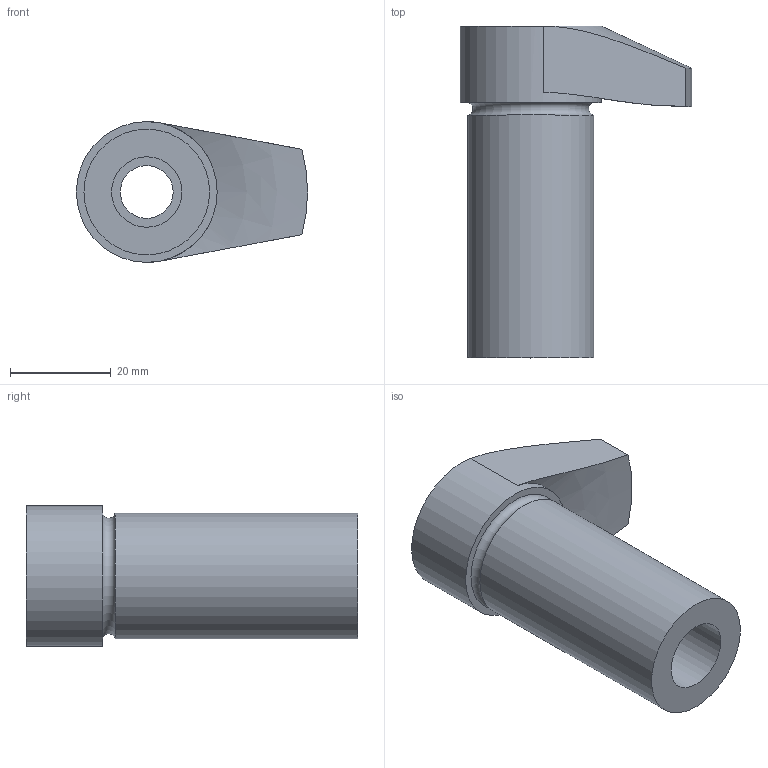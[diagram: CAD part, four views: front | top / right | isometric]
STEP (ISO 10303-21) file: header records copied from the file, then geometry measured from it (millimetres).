
FILE_DESCRIPTION( ( 'STEP AP214' ), '1' );
FILE_NAME( 'K0012.10__A_.stp', '2020-11-24T14:39:42', ( '' ), ( '' ), ' ', 'PARTsolutions', ' ' );
FILE_SCHEMA( ( 'AUTOMOTIVE_DESIGN { 1 0 10303 214 1 1 1 1 }' ) );
Length unit declared in the file: millimetre
Products named in the file (1): _K0012.10 (A)
Bounding box: 46 x 66 x 28 mm (x, y, z)
Volume: 29143.5 mm3; surface area: 10349 mm2
Topology: 1 solids, 1 shells, 20 faces, 43 edges, 28 vertices
Faces by surface type: plane 10, cylinder 7, bspline 1, cone 1, torus 1
Full cylindrical faces by diameter (mm): 10.5 x1, 14 x1, 18 x1, 25 x1, 28 x1
Entity records: 755 total; most frequent: CARTESIAN_POINT 153, DIRECTION 92, ORIENTED_EDGE 74, AXIS2_PLACEMENT_3D 39, EDGE_CURVE 37, EDGE_LOOP 31, VERTEX_POINT 28, FACE_OUTER_BOUND 26
